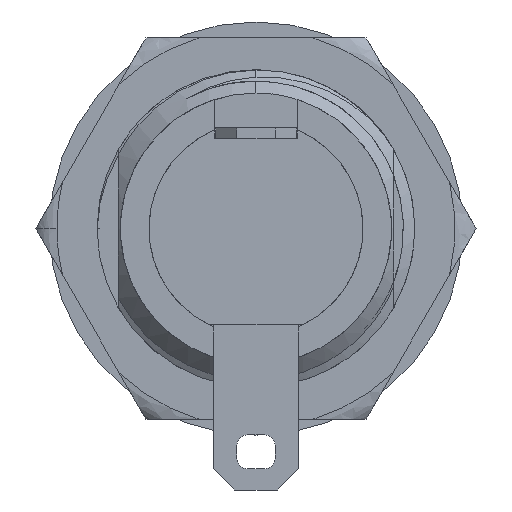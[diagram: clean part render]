
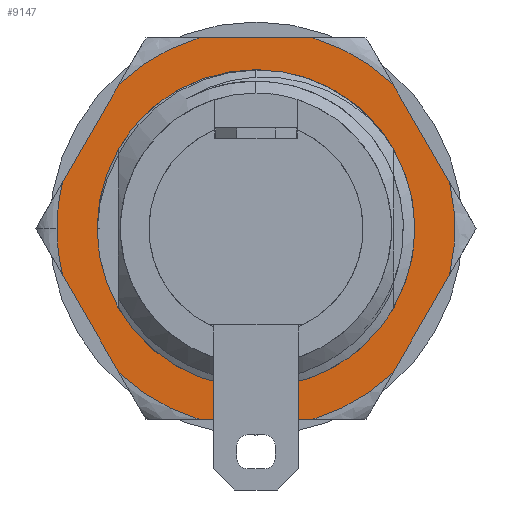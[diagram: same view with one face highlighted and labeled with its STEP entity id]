
A CAD part, front view. The second image highlights one B-rep face of the part: STEP entity #9147.
In plain terms, the highlighted planar face has unit normal (0, -1, 0).
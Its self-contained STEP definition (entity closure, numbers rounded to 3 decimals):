
#309 = CARTESIAN_POINT ( 'NONE',  ( 5.196, -4.5, 9. ) ) ;
#1182 = CARTESIAN_POINT ( 'NONE',  ( 0., -4.5, 0. ) ) ;
#1496 = CARTESIAN_POINT ( 'NONE',  ( -2.686, -4.5, 9. ) ) ;
#4065 = CARTESIAN_POINT ( 'NONE',  ( 6.451, -4.5, 6.826 ) ) ;
#4149 = CARTESIAN_POINT ( 'NONE',  ( 0., -4.5, 0. ) ) ;
#4217 = VERTEX_POINT ( 'NONE', #26705 ) ;
#4780 = CARTESIAN_POINT ( 'NONE',  ( 2.686, -4.5, 9. ) ) ;
#5413 = DIRECTION ( 'NONE',  ( 0., -1., 0. ) ) ;
#5444 = DIRECTION ( 'NONE',  ( 0., -1., 0. ) ) ;
#5450 = CARTESIAN_POINT ( 'NONE',  ( 10.392, -4.5, 0. ) ) ;
#5747 = LINE ( 'NONE', #42906, #34384 ) ;
#5953 = ORIENTED_EDGE ( 'NONE', *, *, #37921, .F. ) ;
#6046 = DIRECTION ( 'NONE',  ( -1., 0., 0. ) ) ;
#6089 = VECTOR ( 'NONE', #28651, 1000. ) ;
#7113 = DIRECTION ( 'NONE',  ( 0., 1., 0. ) ) ;
#7843 = PLANE ( 'NONE',  #32329 ) ;
#8472 = VERTEX_POINT ( 'NONE', #1496 ) ;
#8784 = VECTOR ( 'NONE', #12637, 1000. ) ;
#9039 = ORIENTED_EDGE ( 'NONE', *, *, #20791, .T. ) ;
#9147 = ADVANCED_FACE ( 'NONE', ( #44692, #41044 ), #7843, .T. ) ;
#10240 = ORIENTED_EDGE ( 'NONE', *, *, #19428, .F. ) ;
#11024 = CIRCLE ( 'NONE', #17823, 9.392 ) ;
#11289 = VERTEX_POINT ( 'NONE', #16923 ) ;
#12161 = ORIENTED_EDGE ( 'NONE', *, *, #39316, .F. ) ;
#12637 = DIRECTION ( 'NONE',  ( 0.5, 0., 0.866 ) ) ;
#12794 = VECTOR ( 'NONE', #33275, 1000. ) ;
#13206 = EDGE_CURVE ( 'NONE', #14534, #8472, #13841, .T. ) ;
#13575 = AXIS2_PLACEMENT_3D ( 'NONE', #40910, #7113, #58264 ) ;
#13841 = CIRCLE ( 'NONE', #21650, 9.392 ) ;
#14534 = VERTEX_POINT ( 'NONE', #18733 ) ;
#15193 = DIRECTION ( 'NONE',  ( 0., 0., -1. ) ) ;
#15654 = AXIS2_PLACEMENT_3D ( 'NONE', #35660, #31104, #49618 ) ;
#16871 = VERTEX_POINT ( 'NONE', #49954 ) ;
#16923 = CARTESIAN_POINT ( 'NONE',  ( 0., -4.5, 7.5 ) ) ;
#17082 = VERTEX_POINT ( 'NONE', #21759 ) ;
#17257 = VERTEX_POINT ( 'NONE', #22108 ) ;
#17823 = AXIS2_PLACEMENT_3D ( 'NONE', #19989, #38583, #20584 ) ;
#18121 = ORIENTED_EDGE ( 'NONE', *, *, #50476, .F. ) ;
#18162 = CARTESIAN_POINT ( 'NONE',  ( 0., -4.5, 0. ) ) ;
#18733 = CARTESIAN_POINT ( 'NONE',  ( -6.451, -4.5, 6.826 ) ) ;
#18766 = CIRCLE ( 'NONE', #55684, 7.5 ) ;
#19428 = EDGE_CURVE ( 'NONE', #11289, #23966, #18766, .T. ) ;
#19433 = VERTEX_POINT ( 'NONE', #4780 ) ;
#19590 = CARTESIAN_POINT ( 'NONE',  ( -10.392, -4.5, 0. ) ) ;
#19745 = CARTESIAN_POINT ( 'NONE',  ( 0., -4.5, 0. ) ) ;
#19774 = DIRECTION ( 'NONE',  ( 0., 1., 0. ) ) ;
#19989 = CARTESIAN_POINT ( 'NONE',  ( 0., -4.5, 0. ) ) ;
#20466 = DIRECTION ( 'NONE',  ( -1., 0., 0. ) ) ;
#20531 = AXIS2_PLACEMENT_3D ( 'NONE', #1182, #19774, #6046 ) ;
#20584 = DIRECTION ( 'NONE',  ( -1., 0., 0. ) ) ;
#20791 = EDGE_CURVE ( 'NONE', #45821, #31770, #50811, .T. ) ;
#21096 = ORIENTED_EDGE ( 'NONE', *, *, #58606, .T. ) ;
#21399 = ORIENTED_EDGE ( 'NONE', *, *, #55731, .T. ) ;
#21535 = AXIS2_PLACEMENT_3D ( 'NONE', #25046, #57884, #20466 ) ;
#21650 = AXIS2_PLACEMENT_3D ( 'NONE', #4149, #40161, #27337 ) ;
#21759 = CARTESIAN_POINT ( 'NONE',  ( -6.451, -4.5, -6.826 ) ) ;
#22108 = CARTESIAN_POINT ( 'NONE',  ( 6.451, -4.5, -6.826 ) ) ;
#22226 = ORIENTED_EDGE ( 'NONE', *, *, #28956, .F. ) ;
#22666 = CARTESIAN_POINT ( 'NONE',  ( 9.137, -4.5, 2.174 ) ) ;
#23089 = CARTESIAN_POINT ( 'NONE',  ( 0., -4.5, 0. ) ) ;
#23853 = LINE ( 'NONE', #19590, #26235 ) ;
#23966 = VERTEX_POINT ( 'NONE', #30359 ) ;
#24128 = EDGE_LOOP ( 'NONE', ( #51325, #22226, #9039, #5953, #39182, #28290, #21096, #53847, #21399, #59746, #58754, #18121, #12161 ) ) ;
#24339 = CARTESIAN_POINT ( 'NONE',  ( 0., -4.5, 0. ) ) ;
#25046 = CARTESIAN_POINT ( 'NONE',  ( 0., -4.5, 0. ) ) ;
#26235 = VECTOR ( 'NONE', #52416, 1000. ) ;
#26705 = CARTESIAN_POINT ( 'NONE',  ( -9.137, -4.5, 2.174 ) ) ;
#26722 = EDGE_CURVE ( 'NONE', #42572, #17082, #23853, .T. ) ;
#27337 = DIRECTION ( 'NONE',  ( -1., 0., 0. ) ) ;
#27432 = DIRECTION ( 'NONE',  ( 1., 0., 0. ) ) ;
#27892 = LINE ( 'NONE', #46415, #8784 ) ;
#28290 = ORIENTED_EDGE ( 'NONE', *, *, #60118, .F. ) ;
#28323 = LINE ( 'NONE', #5450, #6089 ) ;
#28651 = DIRECTION ( 'NONE',  ( -0.5, 0., 0.866 ) ) ;
#28956 = EDGE_CURVE ( 'NONE', #45821, #17082, #57391, .T. ) ;
#29816 = CARTESIAN_POINT ( 'NONE',  ( 2.686, -4.5, -9. ) ) ;
#30359 = CARTESIAN_POINT ( 'NONE',  ( 0., -4.5, -7.5 ) ) ;
#31104 = DIRECTION ( 'NONE',  ( 0., 1., 0. ) ) ;
#31632 = DIRECTION ( 'NONE',  ( 0., -1., 0. ) ) ;
#31770 = VERTEX_POINT ( 'NONE', #29816 ) ;
#32329 = AXIS2_PLACEMENT_3D ( 'NONE', #18162, #31632, #58709 ) ;
#33275 = DIRECTION ( 'NONE',  ( -1., 0., 0. ) ) ;
#34010 = VECTOR ( 'NONE', #27432, 1000. ) ;
#34384 = VECTOR ( 'NONE', #56924, 1000. ) ;
#34497 = CARTESIAN_POINT ( 'NONE',  ( -9.392, -4.5, 0. ) ) ;
#35108 = AXIS2_PLACEMENT_3D ( 'NONE', #24339, #5444, #15193 ) ;
#35660 = CARTESIAN_POINT ( 'NONE',  ( 0., -4.5, 0. ) ) ;
#36508 = DIRECTION ( 'NONE',  ( -1., 0., 0. ) ) ;
#37100 = DIRECTION ( 'NONE',  ( 0., 0., -1. ) ) ;
#37921 = EDGE_CURVE ( 'NONE', #17257, #31770, #48709, .T. ) ;
#38030 = CIRCLE ( 'NONE', #42875, 9.392 ) ;
#38573 = EDGE_LOOP ( 'NONE', ( #10240, #39624 ) ) ;
#38583 = DIRECTION ( 'NONE',  ( 0., 1., 0. ) ) ;
#39182 = ORIENTED_EDGE ( 'NONE', *, *, #39918, .T. ) ;
#39215 = EDGE_CURVE ( 'NONE', #23966, #11289, #53507, .T. ) ;
#39316 = EDGE_CURVE ( 'NONE', #42572, #40571, #58414, .T. ) ;
#39624 = ORIENTED_EDGE ( 'NONE', *, *, #39215, .F. ) ;
#39918 = EDGE_CURVE ( 'NONE', #17257, #16871, #27892, .T. ) ;
#40161 = DIRECTION ( 'NONE',  ( 0., 1., 0. ) ) ;
#40444 = EDGE_CURVE ( 'NONE', #19433, #45325, #53543, .T. ) ;
#40571 = VERTEX_POINT ( 'NONE', #34497 ) ;
#40910 = CARTESIAN_POINT ( 'NONE',  ( 0., -4.5, 0. ) ) ;
#41044 = FACE_OUTER_BOUND ( 'NONE', #24128, .T. ) ;
#41688 = DIRECTION ( 'NONE',  ( 0., 1., 0. ) ) ;
#42572 = VERTEX_POINT ( 'NONE', #54823 ) ;
#42875 = AXIS2_PLACEMENT_3D ( 'NONE', #23089, #41688, #36508 ) ;
#42906 = CARTESIAN_POINT ( 'NONE',  ( -5.196, -4.5, 9. ) ) ;
#44692 = FACE_BOUND ( 'NONE', #38573, .T. ) ;
#45325 = VERTEX_POINT ( 'NONE', #4065 ) ;
#45821 = VERTEX_POINT ( 'NONE', #50613 ) ;
#45899 = VERTEX_POINT ( 'NONE', #22666 ) ;
#46415 = CARTESIAN_POINT ( 'NONE',  ( 5.196, -4.5, -9. ) ) ;
#47526 = LINE ( 'NONE', #309, #12794 ) ;
#48709 = CIRCLE ( 'NONE', #15654, 9.392 ) ;
#49618 = DIRECTION ( 'NONE',  ( -1., 0., 0. ) ) ;
#49954 = CARTESIAN_POINT ( 'NONE',  ( 9.137, -4.5, -2.174 ) ) ;
#50476 = EDGE_CURVE ( 'NONE', #40571, #4217, #38030, .T. ) ;
#50500 = CARTESIAN_POINT ( 'NONE',  ( -5.196, -4.5, -9. ) ) ;
#50613 = CARTESIAN_POINT ( 'NONE',  ( -2.686, -4.5, -9. ) ) ;
#50811 = LINE ( 'NONE', #50500, #34010 ) ;
#51325 = ORIENTED_EDGE ( 'NONE', *, *, #26722, .T. ) ;
#52416 = DIRECTION ( 'NONE',  ( 0.5, 0., -0.866 ) ) ;
#53507 = CIRCLE ( 'NONE', #35108, 7.5 ) ;
#53543 = CIRCLE ( 'NONE', #21535, 9.392 ) ;
#53847 = ORIENTED_EDGE ( 'NONE', *, *, #40444, .F. ) ;
#54823 = CARTESIAN_POINT ( 'NONE',  ( -9.137, -4.5, -2.174 ) ) ;
#55684 = AXIS2_PLACEMENT_3D ( 'NONE', #19745, #5413, #37100 ) ;
#55731 = EDGE_CURVE ( 'NONE', #19433, #8472, #47526, .T. ) ;
#56924 = DIRECTION ( 'NONE',  ( -0.5, 0., -0.866 ) ) ;
#57391 = CIRCLE ( 'NONE', #13575, 9.392 ) ;
#57884 = DIRECTION ( 'NONE',  ( 0., 1., 0. ) ) ;
#58264 = DIRECTION ( 'NONE',  ( -1., 0., 0. ) ) ;
#58414 = CIRCLE ( 'NONE', #20531, 9.392 ) ;
#58606 = EDGE_CURVE ( 'NONE', #45899, #45325, #28323, .T. ) ;
#58675 = EDGE_CURVE ( 'NONE', #14534, #4217, #5747, .T. ) ;
#58709 = DIRECTION ( 'NONE',  ( 0., 0., -1. ) ) ;
#58754 = ORIENTED_EDGE ( 'NONE', *, *, #58675, .T. ) ;
#59746 = ORIENTED_EDGE ( 'NONE', *, *, #13206, .F. ) ;
#60118 = EDGE_CURVE ( 'NONE', #45899, #16871, #11024, .T. ) ;
